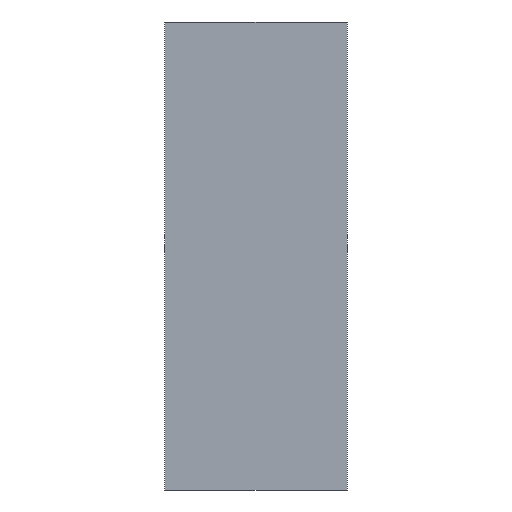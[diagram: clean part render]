
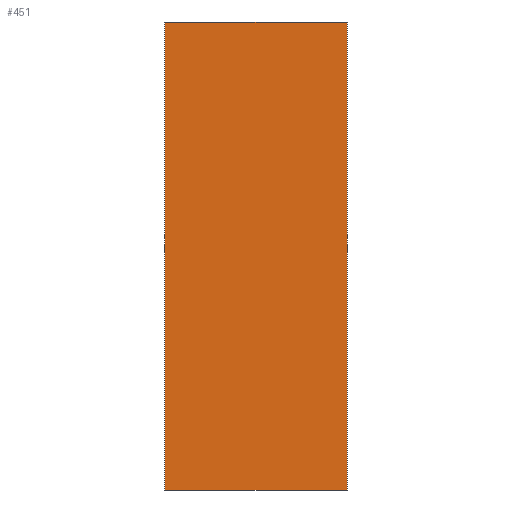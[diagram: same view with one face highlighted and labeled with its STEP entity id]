
A CAD part, front view. The second image highlights one B-rep face of the part: STEP entity #451.
In plain terms, the highlighted planar face has unit normal (0, -1, 0).
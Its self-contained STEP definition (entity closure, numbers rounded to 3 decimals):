
#289=DIRECTION('',(-1.,0.,0.));
#290=VECTOR('',#289,390.);
#291=CARTESIAN_POINT('',(319.,0.,-499.5));
#292=LINE('',#291,#290);
#310=DIRECTION('',(0.,0.,1.));
#311=VECTOR('',#310,999.);
#312=CARTESIAN_POINT('',(-71.,0.,-499.5));
#313=LINE('',#312,#311);
#331=DIRECTION('',(-1.,0.,0.));
#332=VECTOR('',#331,390.);
#333=CARTESIAN_POINT('',(319.,0.,499.5));
#334=LINE('',#333,#332);
#345=DIRECTION('',(0.,0.,1.));
#346=VECTOR('',#345,999.);
#347=CARTESIAN_POINT('',(319.,0.,-499.5));
#348=LINE('',#347,#346);
#360=CARTESIAN_POINT('',(319.,0.,-499.5));
#361=CARTESIAN_POINT('',(-71.,0.,-499.5));
#362=VERTEX_POINT('',#360);
#363=VERTEX_POINT('',#361);
#364=CARTESIAN_POINT('',(319.,0.,499.5));
#365=VERTEX_POINT('',#364);
#366=CARTESIAN_POINT('',(-71.,0.,499.5));
#367=VERTEX_POINT('',#366);
#440=CARTESIAN_POINT('',(319.,0.,-499.5));
#441=DIRECTION('',(0.,1.,0.));
#442=DIRECTION('',(-1.,0.,0.));
#443=AXIS2_PLACEMENT_3D('',#440,#441,#442);
#444=PLANE('',#443);
#445=ORIENTED_EDGE('',*,*,#392,.T.);
#446=ORIENTED_EDGE('',*,*,#407,.T.);
#447=ORIENTED_EDGE('',*,*,#421,.F.);
#448=ORIENTED_EDGE('',*,*,#434,.F.);
#449=EDGE_LOOP('',(#445,#446,#447,#448));
#450=FACE_OUTER_BOUND('',#449,.F.);
#392=EDGE_CURVE('',#362,#363,#292,.T.);
#407=EDGE_CURVE('',#363,#367,#313,.T.);
#421=EDGE_CURVE('',#365,#367,#334,.T.);
#434=EDGE_CURVE('',#362,#365,#348,.T.);
#451=ADVANCED_FACE('',(#450),#444,.F.);
